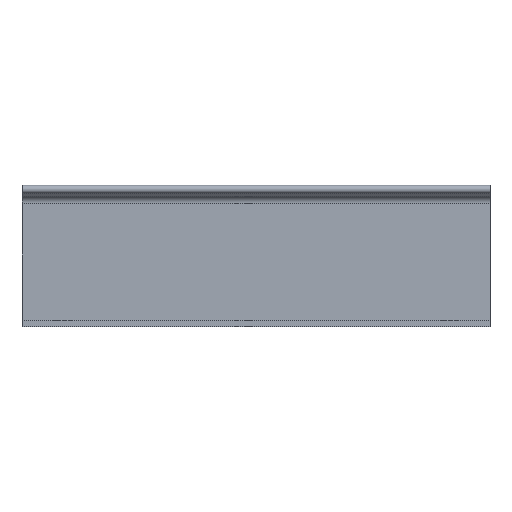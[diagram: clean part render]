
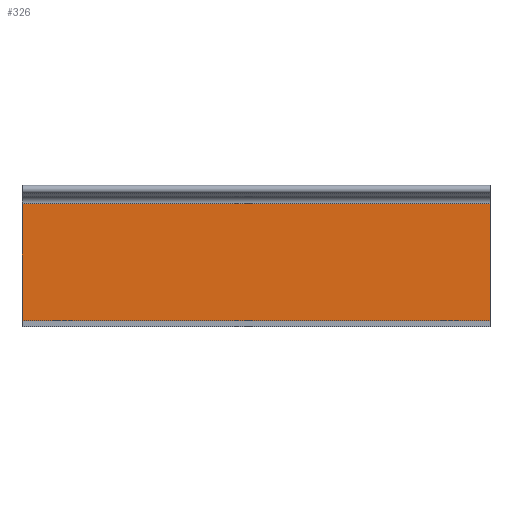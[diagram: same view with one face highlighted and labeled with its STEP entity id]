
A CAD part, front view. The second image highlights one B-rep face of the part: STEP entity #326.
In plain terms, the highlighted planar face has unit normal (0, -1, 0).
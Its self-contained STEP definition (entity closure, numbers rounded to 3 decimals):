
#21 = CARTESIAN_POINT ( 'NONE',  ( -58., -1.5, 1.5 ) ) ;
#22 = CARTESIAN_POINT ( 'NONE',  ( -58., -1.5, 30.493 ) ) ;
#38 = AXIS2_PLACEMENT_3D ( 'NONE', #502, #151, #224 ) ;
#47 = EDGE_CURVE ( 'NONE', #354, #72, #324, .T. ) ;
#68 = CARTESIAN_POINT ( 'NONE',  ( 58., -1.5, 30.493 ) ) ;
#72 = VERTEX_POINT ( 'NONE', #86 ) ;
#86 = CARTESIAN_POINT ( 'NONE',  ( 58., -1.5, 1.5 ) ) ;
#151 = DIRECTION ( 'NONE',  ( 0., 1., 0. ) ) ;
#186 = DIRECTION ( 'NONE',  ( 0., 0., -1. ) ) ;
#187 = VECTOR ( 'NONE', #301, 1000. ) ;
#188 = PLANE ( 'NONE',  #38 ) ;
#202 = VECTOR ( 'NONE', #186, 1000. ) ;
#224 = DIRECTION ( 'NONE',  ( 0., 0., 1. ) ) ;
#235 = CARTESIAN_POINT ( 'NONE',  ( 58., -1.5, 30.493 ) ) ;
#243 = VECTOR ( 'NONE', #297, 1000. ) ;
#281 = EDGE_CURVE ( 'NONE', #354, #349, #318, .T. ) ;
#287 = ORIENTED_EDGE ( 'NONE', *, *, #281, .T. ) ;
#297 = DIRECTION ( 'NONE',  ( 0., 0., -1. ) ) ;
#301 = DIRECTION ( 'NONE',  ( -1., 0., 0. ) ) ;
#302 = FACE_OUTER_BOUND ( 'NONE', #452, .T. ) ;
#318 = LINE ( 'NONE', #235, #421 ) ;
#324 = LINE ( 'NONE', #417, #243 ) ;
#326 = ADVANCED_FACE ( 'NONE', ( #302 ), #188, .F. ) ;
#349 = VERTEX_POINT ( 'NONE', #385 ) ;
#354 = VERTEX_POINT ( 'NONE', #68 ) ;
#361 = DIRECTION ( 'NONE',  ( -1., 0., 0. ) ) ;
#365 = EDGE_CURVE ( 'NONE', #72, #377, #458, .T. ) ;
#377 = VERTEX_POINT ( 'NONE', #21 ) ;
#385 = CARTESIAN_POINT ( 'NONE',  ( -58., -1.5, 30.493 ) ) ;
#388 = CARTESIAN_POINT ( 'NONE',  ( 58., -1.5, 1.5 ) ) ;
#389 = EDGE_CURVE ( 'NONE', #349, #377, #505, .T. ) ;
#390 = ORIENTED_EDGE ( 'NONE', *, *, #365, .F. ) ;
#417 = CARTESIAN_POINT ( 'NONE',  ( 58., -1.5, 30.493 ) ) ;
#421 = VECTOR ( 'NONE', #361, 1000. ) ;
#442 = ORIENTED_EDGE ( 'NONE', *, *, #47, .F. ) ;
#452 = EDGE_LOOP ( 'NONE', ( #468, #390, #442, #287 ) ) ;
#458 = LINE ( 'NONE', #388, #187 ) ;
#468 = ORIENTED_EDGE ( 'NONE', *, *, #389, .T. ) ;
#502 = CARTESIAN_POINT ( 'NONE',  ( 58., -1.5, 30.493 ) ) ;
#505 = LINE ( 'NONE', #22, #202 ) ;
